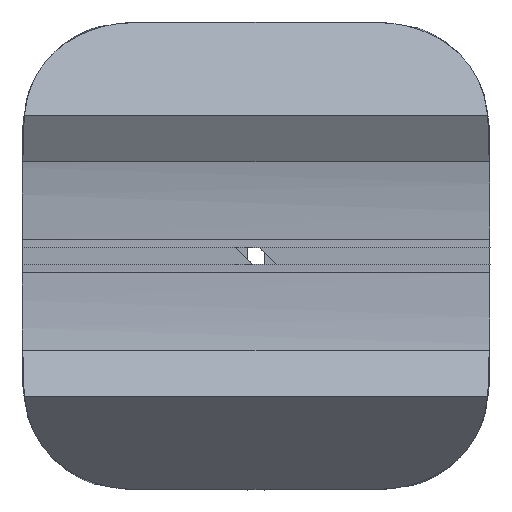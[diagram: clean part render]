
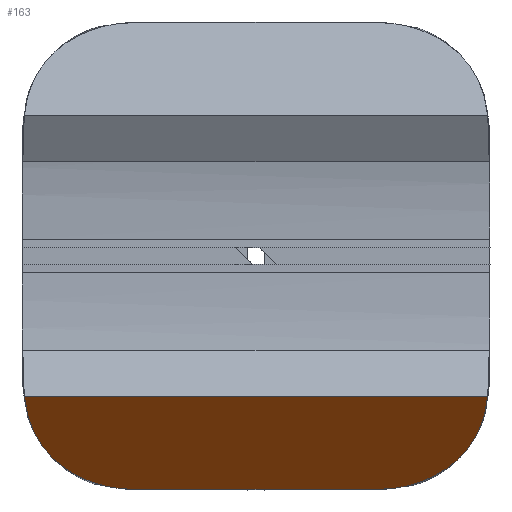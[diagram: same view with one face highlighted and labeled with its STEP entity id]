
A CAD part, left-side view. The second image highlights one B-rep face of the part: STEP entity #163.
In plain terms, the highlighted planar face has unit normal (-0.707, 0, -0.707).
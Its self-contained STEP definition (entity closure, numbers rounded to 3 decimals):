
#163=ADVANCED_FACE('',(#374),#375,.F.);
#374=FACE_OUTER_BOUND('',#1063,.T.);
#375=PLANE('',#1064);
#1063=EDGE_LOOP('',(#1888,#1889,#1890,#1891));
#1064=AXIS2_PLACEMENT_3D('',#1892,#1893,#1894);
#1888=ORIENTED_EDGE('',*,*,#2477,.T.);
#1889=ORIENTED_EDGE('',*,*,#2473,.T.);
#1890=ORIENTED_EDGE('',*,*,#2417,.T.);
#1891=ORIENTED_EDGE('',*,*,#2426,.T.);
#1892=CARTESIAN_POINT('',(-4.737,-17.5,-8.956));
#1893=DIRECTION('',(0.707,0.0,0.707));
#1894=DIRECTION('',(-0.707,0.0,0.707));
#2417=EDGE_CURVE('',#2746,#2744,#2747,.T.);
#2426=EDGE_CURVE('',#2744,#2761,#2763,.T.);
#2473=EDGE_CURVE('',#2831,#2746,#2832,.T.);
#2477=EDGE_CURVE('',#2761,#2831,#2836,.T.);
#2744=VERTEX_POINT('',#3302);
#2746=VERTEX_POINT('',#3309);
#2747=B_SPLINE_CURVE_WITH_KNOTS('',3,(#3310,#3311,#3312,#3313,#3314,#3315),.UNSPECIFIED.,.F.,.F.,(4,2,4),(0.,0.963,1.938),.UNSPECIFIED.);
#2761=VERTEX_POINT('',#3372);
#2763=B_SPLINE_CURVE_WITH_KNOTS('',3,(#3379,#3380,#3381,#3382,#3383,#3384,#3385,#3386,#3387,#3388,#3389,#3390),.UNSPECIFIED.,.F.,.F.,(4,2,2,2,2,4),(0.,0.111,0.225,0.46,0.726,1.091),.UNSPECIFIED.);
#2831=VERTEX_POINT('',#3707);
#2832=B_SPLINE_CURVE_WITH_KNOTS('',3,(#3708,#3709,#3710,#3711,#3712,#3713,#3714,#3715,#3716,#3717,#3718,#3719),.UNSPECIFIED.,.F.,.F.,(4,2,2,2,2,4),(0.,0.406,0.704,0.969,1.096,1.218),.UNSPECIFIED.);
#2836=LINE('',#3729,#3730);
#3302=CARTESIAN_POINT('',(0.261,-7.485,-13.953));
#3309=CARTESIAN_POINT('',(0.261,7.485,-13.953));
#3310=CARTESIAN_POINT('',(0.261,7.485,-13.953));
#3311=CARTESIAN_POINT('',(0.295,4.277,-13.987));
#3312=CARTESIAN_POINT('',(0.308,2.577,-14.));
#3313=CARTESIAN_POINT('',(0.308,-2.523,-14.));
#3314=CARTESIAN_POINT('',(0.296,-4.239,-13.988));
#3315=CARTESIAN_POINT('',(0.261,-7.485,-13.953));
#3372=CARTESIAN_POINT('',(-5.269,-13.854,-8.424));
#3379=CARTESIAN_POINT('',(0.261,-7.485,-13.953));
#3380=CARTESIAN_POINT('',(0.257,-7.854,-13.949));
#3381=CARTESIAN_POINT('',(0.222,-8.223,-13.914));
#3382=CARTESIAN_POINT('',(0.099,-8.954,-13.791));
#3383=CARTESIAN_POINT('',(0.009,-9.316,-13.701));
#3384=CARTESIAN_POINT('',(-0.341,-10.374,-13.352));
#3385=CARTESIAN_POINT('',(-0.675,-11.012,-13.017));
#3386=CARTESIAN_POINT('',(-1.529,-12.162,-12.163));
#3387=CARTESIAN_POINT('',(-2.059,-12.636,-11.633));
#3388=CARTESIAN_POINT('',(-3.412,-13.481,-10.28));
#3389=CARTESIAN_POINT('',(-4.311,-13.77,-9.381));
#3390=CARTESIAN_POINT('',(-5.269,-13.854,-8.424));
#3707=CARTESIAN_POINT('',(-5.269,13.854,-8.424));
#3708=CARTESIAN_POINT('',(-5.269,13.854,-8.424));
#3709=CARTESIAN_POINT('',(-4.313,13.77,-9.379));
#3710=CARTESIAN_POINT('',(-3.418,13.482,-10.274));
#3711=CARTESIAN_POINT('',(-2.065,12.641,-11.628));
#3712=CARTESIAN_POINT('',(-1.532,12.165,-12.161));
#3713=CARTESIAN_POINT('',(-0.672,11.008,-13.02));
#3714=CARTESIAN_POINT('',(-0.335,10.364,-13.357));
#3715=CARTESIAN_POINT('',(0.013,9.301,-13.705));
#3716=CARTESIAN_POINT('',(0.102,8.94,-13.794));
#3717=CARTESIAN_POINT('',(0.223,8.215,-13.915));
#3718=CARTESIAN_POINT('',(0.257,7.85,-13.949));
#3719=CARTESIAN_POINT('',(0.261,7.485,-13.953));
#3729=CARTESIAN_POINT('',(-5.269,-0.5,-8.424));
#3730=VECTOR('',#4523,10.0);
#4523=DIRECTION('',(0.0,1.0,0.0));
